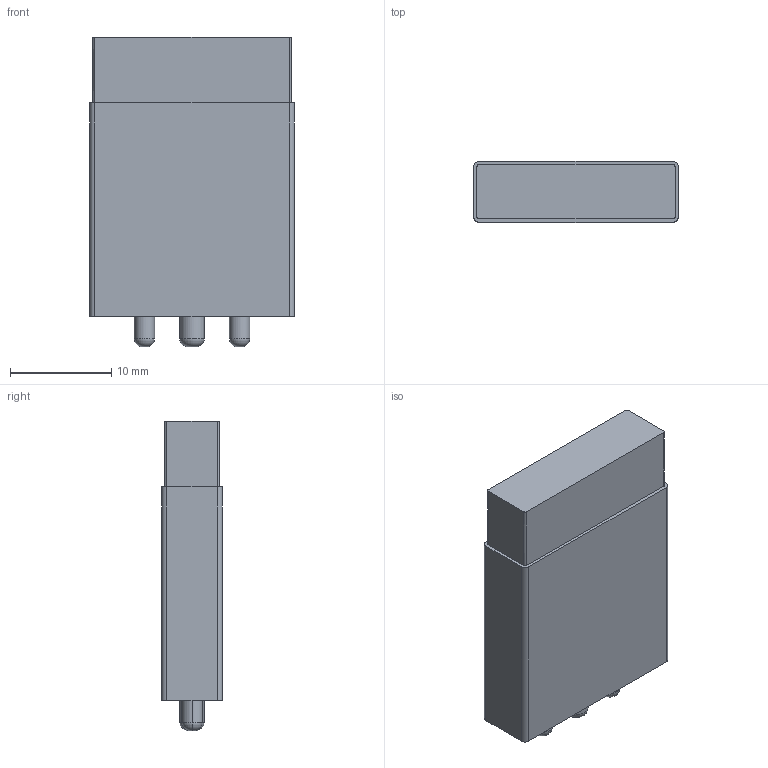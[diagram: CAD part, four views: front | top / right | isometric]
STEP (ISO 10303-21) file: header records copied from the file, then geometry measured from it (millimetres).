
FILE_DESCRIPTION(('CATIA V5 STEP Exchange','CAx-IF Rec.Pracs.--- Model Styling and Organization---1.4--- 2014-01-23','CAx-IF Rec.Pracs.---3D Tessellated Data Validation Properties---0.5---2014-09-14'),'2;1');
FILE_NAME('ESKA 380.000.stp','2020-01-25T18:50:36+00:00',('none'),('none'),'CATIA Version 5-6 Release 2018','CATIA V5 STEP AP242','none');
FILE_SCHEMA(('AP242_MANAGED_MODEL_BASED_3D_ENGINEERING_MIM_LF {1 0 10303 442 1 1 4}'));
Length unit declared in the file: millimetre
Products named in the file (1): Part1
Bounding box: 20.2 x 6 x 30.6 mm (x, y, z)
Volume: 3266.2 mm3; surface area: 1704.3 mm2
Topology: 1 solids, 1 shells, 34 faces, 78 edges, 50 vertices
Faces by surface type: plane 14, cylinder 10, torus 6, extrusion 4
Entity records: 970 total; most frequent: CARTESIAN_POINT 222, ORIENTED_EDGE 156, DIRECTION 120, EDGE_CURVE 78, AXIS2_PLACEMENT_3D 58, VERTEX_POINT 50, VECTOR 38, EDGE_LOOP 38
